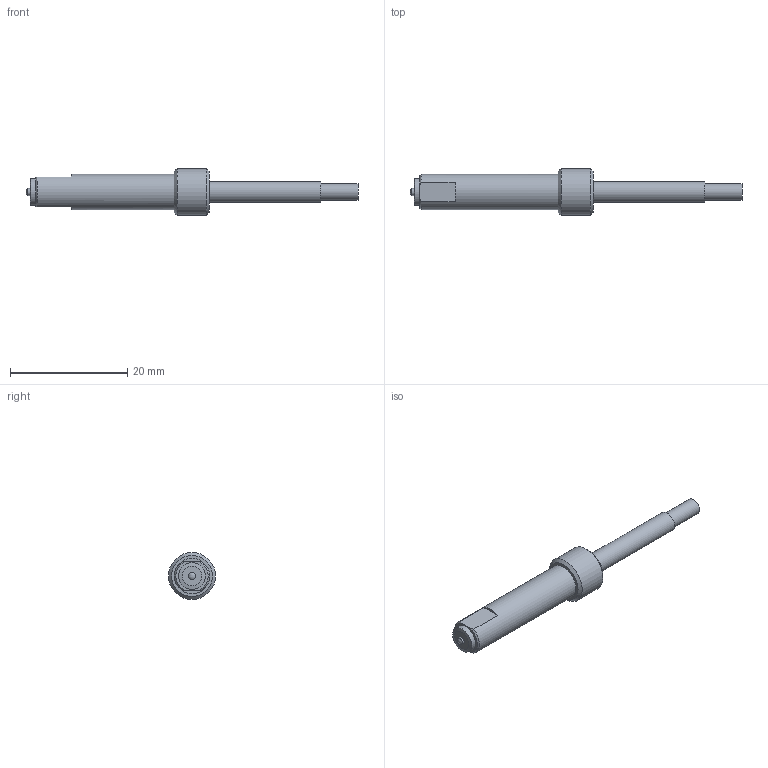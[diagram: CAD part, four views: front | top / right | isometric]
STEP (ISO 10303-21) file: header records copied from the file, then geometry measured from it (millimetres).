
FILE_DESCRIPTION (( 'STEP AP214' ), '1' );
FILE_NAME ('STS060A-HT2.STEP', '2019-05-24T11:46:58', ( '' ), ( '' ), 'SwSTEP 2.0', 'SolidWorks 2018', '' );
FILE_SCHEMA (( 'AUTOMOTIVE_DESIGN' ));
Length unit declared in the file: inch
Products named in the file (1): STS060A-HT2
Bounding box: 56.58 x 8 x 8 mm (x, y, z)
Volume: 1186 mm3; surface area: 954.9 mm2
Topology: 1 solids, 1 shells, 22 faces, 43 edges, 28 vertices
Faces by surface type: plane 10, cylinder 6, cone 5, sphere 1
Full cylindrical faces by diameter (mm): 1.2 x1, 2.8 x1, 3.5 x1, 4.6 x1, 6 x1, 8 x1
Entity records: 552 total; most frequent: DIRECTION 94, CARTESIAN_POINT 93, ORIENTED_EDGE 64, AXIS2_PLACEMENT_3D 43, EDGE_LOOP 36, EDGE_CURVE 32, FACE_OUTER_BOUND 28, VERTEX_POINT 26
